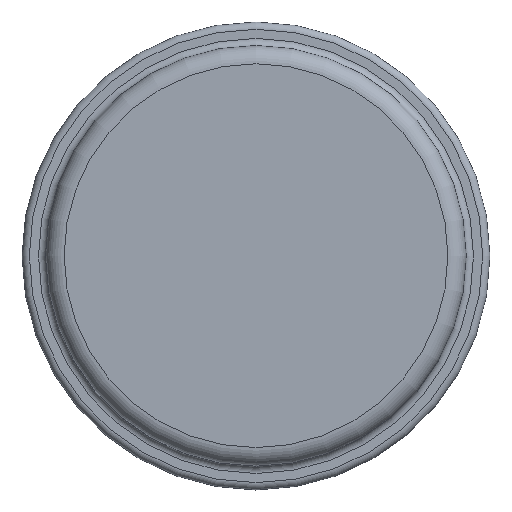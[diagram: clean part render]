
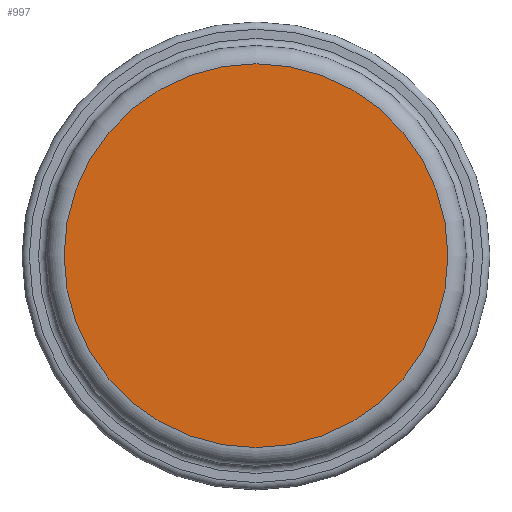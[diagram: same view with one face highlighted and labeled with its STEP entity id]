
A CAD part, top view. The second image highlights one B-rep face of the part: STEP entity #997.
In plain terms, the highlighted planar face has unit normal (0, 0, 1).
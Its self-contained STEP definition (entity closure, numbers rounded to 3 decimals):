
#37=PLANE('',#1097);
#86=FACE_OUTER_BOUND('',#138,.T.);
#138=EDGE_LOOP('',(#755));
#400=CIRCLE('',#1095,5.25);
#477=VERTEX_POINT('',#1581);
#585=EDGE_CURVE('',#477,#477,#400,.T.);
#755=ORIENTED_EDGE('',*,*,#585,.F.);
#997=ADVANCED_FACE('',(#86),#37,.T.);
#1095=AXIS2_PLACEMENT_3D('',#1582,#1292,#1293);
#1097=AXIS2_PLACEMENT_3D('',#1584,#1296,#1297);
#1292=DIRECTION('center_axis',(0.,0.,-1.));
#1293=DIRECTION('ref_axis',(-1.,0.,0.));
#1296=DIRECTION('center_axis',(0.,0.,1.));
#1297=DIRECTION('ref_axis',(0.,-1.,0.));
#1581=CARTESIAN_POINT('',(0.,5.25,5.7));
#1582=CARTESIAN_POINT('Origin',(0.,0.,5.7));
#1584=CARTESIAN_POINT('Origin',(0.,0.,5.7));
